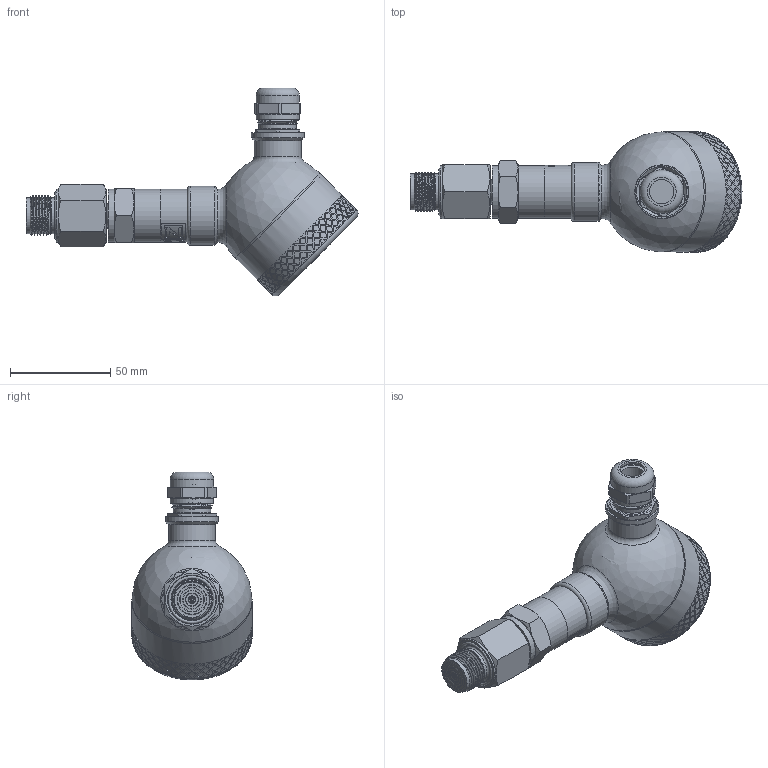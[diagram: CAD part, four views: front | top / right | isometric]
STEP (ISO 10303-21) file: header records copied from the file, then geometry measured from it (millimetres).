
FILE_DESCRIPTION(/* description */ (''),/* implementation_level */ '2;1');
FILE_NAME(/* name */ 'APZ3420mFH_M20x1,5DIN-flush_1.step',/* time_stamp */ '2021-07-07T15:55:59+03:00',/* author */ (''),/* organization */ (''),/* preprocessor_version */ 'ST-DEVELOPER v18.1',/* originating_system */ 'Autodesk Translation Framework v10.9.0.1377',/* authorisation */ '');
FILE_SCHEMA (('AUTOMOTIVE_DESIGN { 1 0 10303 214 3 1 1 }'));
Length unit declared in the file: millimetre
Products named in the file (13): АПЗ420М-полевойкорпус-
заполненный; Заполненный полевой 
корпус v13; M20x1,5 steel cable gland v5; Cuerpo GAE.2000.0 Prensaestopas GADI M20x1.5 IP68 Laton; Junta GAE.2000.0 Prensaestopas GADI M20x1.5 IP68 Laton; Tuerca GAE.2000.0 Prensaestopas GADI M20x1.5 IP68 Laton; Brida GAE.2000.0 Prensaestopas GADI M20x1.5 IP68 Laton; Goma GAE.2000.0 Prensaestopas GADI M20x1.5 IP68 Laton; Main body; Cover without display; Adapter M20x1,5; G1\4EN; M20x1,5DIN diaphragm 18 v8
Assembly tree (12 placements, depth 4):
  АПЗ420М-полевойкорпус-
заполненный
    Заполненный полевой 
корпус v13
      M20x1,5 steel cable gland v5
        Cuerpo GAE.2000.0 Prensaestopas GADI M20x1.5 IP68 Laton
        Junta GAE.2000.0 Prensaestopas GADI M20x1.5 IP68 Laton
        Tuerca GAE.2000.0 Prensaestopas GADI M20x1.5 IP68 Laton
        Brida GAE.2000.0 Prensaestopas GADI M20x1.5 IP68 Laton
        Goma GAE.2000.0 Prensaestopas GADI M20x1.5 IP68 Laton
      Main body
      Cover without display
      Adapter M20x1,5
    G1\4EN
    M20x1,5DIN diaphragm 18 v8
Bounding box: 165.92 x 60.1 x 103.92 mm (x, y, z)
Volume: 251321.7 mm3; surface area: 48572.4 mm2
Topology: 12 solids, 12 shells, 1702 faces, 4208 edges, 2782 vertices
Faces by surface type: bspline 985, cylinder 335, plane 276, cone 64, torus 41, sphere 1
Full cylindrical faces by diameter (mm): 2 x1, 3.3 x1, 4 x1, 5 x3, 9.5 x2, 11 x1, 11.445 x4, 12.3 x2, 13 x1, 13.157 x9, 15 x4, 16 x1, 16.2 x1, 17 x1, 17.15 x1, 18 x6, 18.137 x5, 18.526 x5, 18.75 x7, 19 x1, 19.85 x4, 20 x2, 20.203 x5, 20.3 x5, 20.8 x1, 21 x1, 21.6 x1, 21.7 x2, 21.767 x1, 22.4 x1
Entity records: 80266 total; most frequent: CARTESIAN_POINT 48020, ORIENTED_EDGE 8412, EDGE_CURVE 4206, DIRECTION 3211, B_SPLINE_CURVE_WITH_KNOTS 2891, VERTEX_POINT 2782, EDGE_LOOP 1972, FACE_OUTER_BOUND 1702
